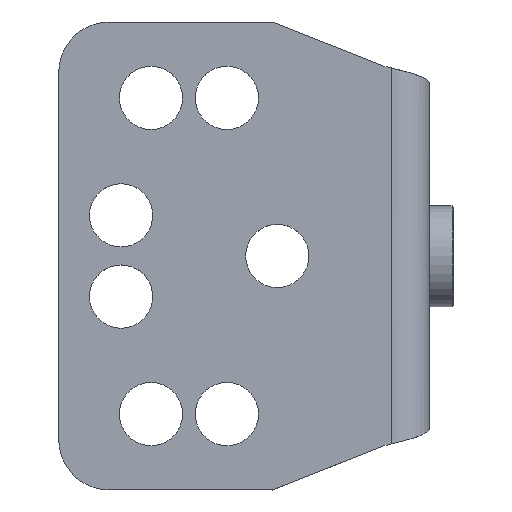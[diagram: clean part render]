
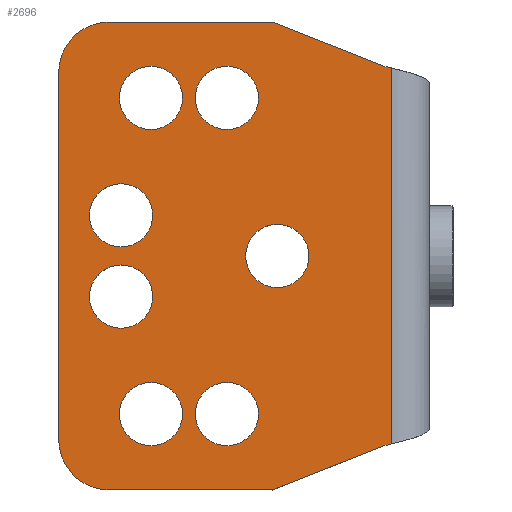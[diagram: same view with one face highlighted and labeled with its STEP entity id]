
A CAD part, top view. The second image highlights one B-rep face of the part: STEP entity #2696.
In plain terms, the highlighted planar face has unit normal (0, 0, 1).
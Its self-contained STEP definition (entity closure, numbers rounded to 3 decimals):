
#281=CARTESIAN_POINT('',(277.858,225.991,26.65));
#282=DIRECTION('',(0.,0.,-1.));
#283=DIRECTION('',(-1.,0.,0.));
#284=AXIS2_PLACEMENT_3D('',#281,#282,#283);
#289=CARTESIAN_POINT('',(277.858,225.991,26.65));
#290=DIRECTION('',(0.,0.,-1.));
#291=DIRECTION('',(1.,0.,0.));
#292=AXIS2_PLACEMENT_3D('',#289,#290,#291);
#297=CARTESIAN_POINT('',(286.222,235.28,26.65));
#298=DIRECTION('',(0.,0.,-1.));
#299=DIRECTION('',(-1.,0.,0.));
#300=AXIS2_PLACEMENT_3D('',#297,#298,#299);
#305=CARTESIAN_POINT('',(286.222,235.28,26.65));
#306=DIRECTION('',(0.,0.,-1.));
#307=DIRECTION('',(1.,0.,0.));
#308=AXIS2_PLACEMENT_3D('',#305,#306,#307);
#313=CARTESIAN_POINT('',(280.222,235.28,26.65));
#314=DIRECTION('',(0.,0.,-1.));
#315=DIRECTION('',(-1.,0.,0.));
#316=AXIS2_PLACEMENT_3D('',#313,#314,#315);
#321=CARTESIAN_POINT('',(280.222,235.28,26.65));
#322=DIRECTION('',(0.,0.,-1.));
#323=DIRECTION('',(1.,0.,0.));
#324=AXIS2_PLACEMENT_3D('',#321,#322,#323);
#329=CARTESIAN_POINT('',(277.858,219.57,26.65));
#330=DIRECTION('',(0.,0.,-1.));
#331=DIRECTION('',(-1.,0.,0.));
#332=AXIS2_PLACEMENT_3D('',#329,#330,#331);
#337=CARTESIAN_POINT('',(277.858,219.57,26.65));
#338=DIRECTION('',(0.,0.,-1.));
#339=DIRECTION('',(1.,0.,0.));
#340=AXIS2_PLACEMENT_3D('',#337,#338,#339);
#345=CARTESIAN_POINT('',(286.222,210.28,26.65));
#346=DIRECTION('',(0.,0.,-1.));
#347=DIRECTION('',(-1.,0.,0.));
#348=AXIS2_PLACEMENT_3D('',#345,#346,#347);
#353=CARTESIAN_POINT('',(286.222,210.28,26.65));
#354=DIRECTION('',(0.,0.,-1.));
#355=DIRECTION('',(1.,0.,0.));
#356=AXIS2_PLACEMENT_3D('',#353,#354,#355);
#361=CARTESIAN_POINT('',(280.222,210.28,26.65));
#362=DIRECTION('',(0.,0.,-1.));
#363=DIRECTION('',(-1.,0.,0.));
#364=AXIS2_PLACEMENT_3D('',#361,#362,#363);
#369=CARTESIAN_POINT('',(280.222,210.28,26.65));
#370=DIRECTION('',(0.,0.,-1.));
#371=DIRECTION('',(1.,0.,0.));
#372=AXIS2_PLACEMENT_3D('',#369,#370,#371);
#377=CARTESIAN_POINT('',(290.21,222.78,26.65));
#378=DIRECTION('',(0.,0.,-1.));
#379=DIRECTION('',(-1.,0.,0.));
#380=AXIS2_PLACEMENT_3D('',#377,#378,#379);
#385=CARTESIAN_POINT('',(290.21,222.78,26.65));
#386=DIRECTION('',(0.,0.,-1.));
#387=DIRECTION('',(1.,0.,0.));
#388=AXIS2_PLACEMENT_3D('',#385,#386,#387);
#393=DIRECTION('',(0.,-1.,0.));
#394=VECTOR('',#393,29.732);
#395=CARTESIAN_POINT('',(299.222,237.646,26.65));
#396=LINE('',#395,#394);
#400=CARTESIAN_POINT('',(298.722,207.792,26.65));
#401=CARTESIAN_POINT('',(298.837,207.82,26.65));
#402=CARTESIAN_POINT('',(299.004,207.861,26.65));
#403=CARTESIAN_POINT('',(299.17,207.902,26.65));
#404=CARTESIAN_POINT('',(299.222,207.914,26.65));
#409=DIRECTION('',(0.93,0.368,0.));
#410=VECTOR('',#409,9.531);
#411=CARTESIAN_POINT('',(289.862,204.28,26.65));
#412=LINE('',#411,#410);
#416=DIRECTION('',(1.,0.,0.));
#417=VECTOR('',#416,12.936);
#418=CARTESIAN_POINT('',(276.925,204.28,26.65));
#419=LINE('',#418,#417);
#423=CARTESIAN_POINT('',(276.925,208.28,26.65));
#424=DIRECTION('',(0.,0.,1.));
#425=DIRECTION('',(-1.,0.,0.));
#426=AXIS2_PLACEMENT_3D('',#423,#424,#425);
#431=DIRECTION('',(0.,-1.,0.));
#432=VECTOR('',#431,29.);
#433=CARTESIAN_POINT('',(272.925,237.28,26.65));
#434=LINE('',#433,#432);
#438=CARTESIAN_POINT('',(276.925,237.28,26.65));
#439=DIRECTION('',(0.,0.,1.));
#440=DIRECTION('',(0.,1.,0.));
#441=AXIS2_PLACEMENT_3D('',#438,#439,#440);
#446=DIRECTION('',(-1.,0.,0.));
#447=VECTOR('',#446,12.936);
#448=CARTESIAN_POINT('',(289.862,241.28,26.65));
#449=LINE('',#448,#447);
#453=DIRECTION('',(-0.93,0.368,0.));
#454=VECTOR('',#453,9.531);
#455=CARTESIAN_POINT('',(298.722,237.769,26.65));
#456=LINE('',#455,#454);
#460=CARTESIAN_POINT('',(299.222,237.646,26.65));
#461=CARTESIAN_POINT('',(299.17,237.659,26.65));
#462=CARTESIAN_POINT('',(299.004,237.7,26.65));
#463=CARTESIAN_POINT('',(298.837,237.741,26.65));
#464=CARTESIAN_POINT('',(298.722,237.769,26.65));
#901=CARTESIAN_POINT('',(299.222,207.914,26.65));
#2324=CARTESIAN_POINT('',(289.862,241.28,26.65));
#2325=CARTESIAN_POINT('',(276.925,241.28,26.65));
#2326=VERTEX_POINT('',#2324);
#2327=VERTEX_POINT('',#2325);
#2328=CARTESIAN_POINT('',(298.722,237.769,26.65));
#2329=VERTEX_POINT('',#2328);
#2330=CARTESIAN_POINT('',(289.862,204.28,26.65));
#2331=CARTESIAN_POINT('',(298.722,207.792,26.65));
#2332=VERTEX_POINT('',#2330);
#2333=VERTEX_POINT('',#2331);
#2334=CARTESIAN_POINT('',(276.925,204.28,26.65));
#2335=VERTEX_POINT('',#2334);
#2336=CARTESIAN_POINT('',(272.925,208.28,26.65));
#2337=VERTEX_POINT('',#2336);
#2338=CARTESIAN_POINT('',(272.925,237.28,26.65));
#2339=VERTEX_POINT('',#2338);
#2340=CARTESIAN_POINT('',(287.71,222.78,26.65));
#2341=CARTESIAN_POINT('',(292.71,222.78,26.65));
#2342=VERTEX_POINT('',#2340);
#2343=VERTEX_POINT('',#2341);
#2344=CARTESIAN_POINT('',(277.722,210.28,26.65));
#2345=CARTESIAN_POINT('',(282.722,210.28,26.65));
#2346=VERTEX_POINT('',#2344);
#2347=VERTEX_POINT('',#2345);
#2348=CARTESIAN_POINT('',(283.722,210.28,26.65));
#2349=CARTESIAN_POINT('',(288.722,210.28,26.65));
#2350=VERTEX_POINT('',#2348);
#2351=VERTEX_POINT('',#2349);
#2352=CARTESIAN_POINT('',(275.358,219.57,26.65));
#2353=CARTESIAN_POINT('',(280.358,219.57,26.65));
#2354=VERTEX_POINT('',#2352);
#2355=VERTEX_POINT('',#2353);
#2356=CARTESIAN_POINT('',(277.722,235.28,26.65));
#2357=CARTESIAN_POINT('',(282.722,235.28,26.65));
#2358=VERTEX_POINT('',#2356);
#2359=VERTEX_POINT('',#2357);
#2360=CARTESIAN_POINT('',(283.722,235.28,26.65));
#2361=CARTESIAN_POINT('',(288.722,235.28,26.65));
#2362=VERTEX_POINT('',#2360);
#2363=VERTEX_POINT('',#2361);
#2364=CARTESIAN_POINT('',(275.358,225.991,26.65));
#2365=CARTESIAN_POINT('',(280.358,225.991,26.65));
#2366=VERTEX_POINT('',#2364);
#2367=VERTEX_POINT('',#2365);
#2465=VERTEX_POINT('',#901);
#2466=CARTESIAN_POINT('',(299.222,237.646,26.65));
#2467=VERTEX_POINT('',#2466);
#2630=CARTESIAN_POINT('',(290.437,226.378,26.65));
#2631=DIRECTION('',(0.,0.,1.));
#2632=DIRECTION('',(1.,0.,0.));
#2633=AXIS2_PLACEMENT_3D('',#2630,#2631,#2632);
#2634=PLANE('',#2633);
#2636=ORIENTED_EDGE('',*,*,#2635,.T.);
#2638=ORIENTED_EDGE('',*,*,#2637,.F.);
#2640=ORIENTED_EDGE('',*,*,#2639,.F.);
#2642=ORIENTED_EDGE('',*,*,#2641,.F.);
#2644=ORIENTED_EDGE('',*,*,#2643,.F.);
#2646=ORIENTED_EDGE('',*,*,#2645,.F.);
#2648=ORIENTED_EDGE('',*,*,#2647,.F.);
#2649=ORIENTED_EDGE('',*,*,#2494,.F.);
#2651=ORIENTED_EDGE('',*,*,#2650,.F.);
#2653=ORIENTED_EDGE('',*,*,#2652,.F.);
#2654=EDGE_LOOP('',(#2636,#2638,#2640,#2642,#2644,#2646,#2648,#2649,#2651,
#2653));
#2655=FACE_OUTER_BOUND('',#2654,.F.);
#2657=ORIENTED_EDGE('',*,*,#2656,.F.);
#2659=ORIENTED_EDGE('',*,*,#2658,.F.);
#2660=EDGE_LOOP('',(#2657,#2659));
#2661=FACE_BOUND('',#2660,.F.);
#2663=ORIENTED_EDGE('',*,*,#2662,.F.);
#2665=ORIENTED_EDGE('',*,*,#2664,.F.);
#2666=EDGE_LOOP('',(#2663,#2665));
#2667=FACE_BOUND('',#2666,.F.);
#2669=ORIENTED_EDGE('',*,*,#2668,.F.);
#2671=ORIENTED_EDGE('',*,*,#2670,.F.);
#2672=EDGE_LOOP('',(#2669,#2671));
#2673=FACE_BOUND('',#2672,.F.);
#2675=ORIENTED_EDGE('',*,*,#2674,.F.);
#2677=ORIENTED_EDGE('',*,*,#2676,.F.);
#2678=EDGE_LOOP('',(#2675,#2677));
#2679=FACE_BOUND('',#2678,.F.);
#2681=ORIENTED_EDGE('',*,*,#2680,.F.);
#2683=ORIENTED_EDGE('',*,*,#2682,.F.);
#2684=EDGE_LOOP('',(#2681,#2683));
#2685=FACE_BOUND('',#2684,.F.);
#2686=ORIENTED_EDGE('',*,*,#2617,.F.);
#2687=ORIENTED_EDGE('',*,*,#2596,.F.);
#2688=EDGE_LOOP('',(#2686,#2687));
#2689=FACE_BOUND('',#2688,.F.);
#2691=ORIENTED_EDGE('',*,*,#2690,.F.);
#2693=ORIENTED_EDGE('',*,*,#2692,.F.);
#2694=EDGE_LOOP('',(#2691,#2693));
#2695=FACE_BOUND('',#2694,.F.);
#285=CIRCLE('',#284,2.5);
#293=CIRCLE('',#292,2.5);
#301=CIRCLE('',#300,2.5);
#309=CIRCLE('',#308,2.5);
#317=CIRCLE('',#316,2.5);
#325=CIRCLE('',#324,2.5);
#333=CIRCLE('',#332,2.5);
#341=CIRCLE('',#340,2.5);
#349=CIRCLE('',#348,2.5);
#357=CIRCLE('',#356,2.5);
#365=CIRCLE('',#364,2.5);
#373=CIRCLE('',#372,2.5);
#381=CIRCLE('',#380,2.5);
#389=CIRCLE('',#388,2.5);
#405=B_SPLINE_CURVE_WITH_KNOTS('',3,(#400,#401,#402,#403,#404),.UNSPECIFIED.,
.F.,.F.,(4,1,4),(0.,0.685,1.),.UNSPECIFIED.);
#427=CIRCLE('',#426,4.);
#442=CIRCLE('',#441,4.);
#465=B_SPLINE_CURVE_WITH_KNOTS('',3,(#460,#461,#462,#463,#464),.UNSPECIFIED.,
.F.,.F.,(4,1,4),(0.,0.315,1.),.UNSPECIFIED.);
#2494=EDGE_CURVE('',#2326,#2327,#449,.T.);
#2596=EDGE_CURVE('',#2343,#2342,#389,.T.);
#2617=EDGE_CURVE('',#2342,#2343,#381,.T.);
#2635=EDGE_CURVE('',#2467,#2465,#396,.T.);
#2637=EDGE_CURVE('',#2333,#2465,#405,.T.);
#2639=EDGE_CURVE('',#2332,#2333,#412,.T.);
#2641=EDGE_CURVE('',#2335,#2332,#419,.T.);
#2643=EDGE_CURVE('',#2337,#2335,#427,.T.);
#2645=EDGE_CURVE('',#2339,#2337,#434,.T.);
#2647=EDGE_CURVE('',#2327,#2339,#442,.T.);
#2650=EDGE_CURVE('',#2329,#2326,#456,.T.);
#2652=EDGE_CURVE('',#2467,#2329,#465,.T.);
#2656=EDGE_CURVE('',#2362,#2363,#301,.T.);
#2658=EDGE_CURVE('',#2363,#2362,#309,.T.);
#2662=EDGE_CURVE('',#2358,#2359,#317,.T.);
#2664=EDGE_CURVE('',#2359,#2358,#325,.T.);
#2668=EDGE_CURVE('',#2354,#2355,#333,.T.);
#2670=EDGE_CURVE('',#2355,#2354,#341,.T.);
#2674=EDGE_CURVE('',#2350,#2351,#349,.T.);
#2676=EDGE_CURVE('',#2351,#2350,#357,.T.);
#2680=EDGE_CURVE('',#2346,#2347,#365,.T.);
#2682=EDGE_CURVE('',#2347,#2346,#373,.T.);
#2690=EDGE_CURVE('',#2366,#2367,#285,.T.);
#2692=EDGE_CURVE('',#2367,#2366,#293,.T.);
#2696=ADVANCED_FACE('',(#2655,#2661,#2667,#2673,#2679,#2685,#2689,#2695),#2634,
.T.);
